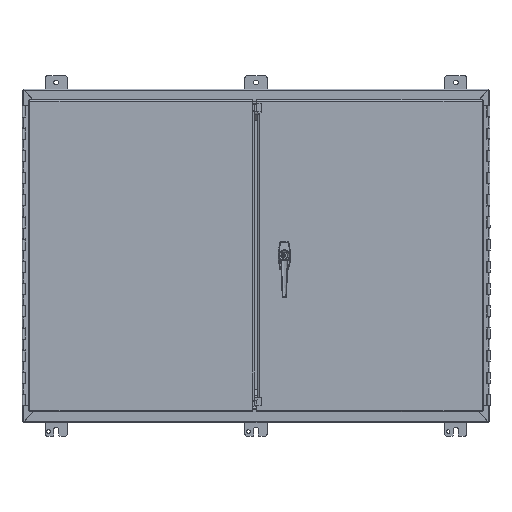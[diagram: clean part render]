
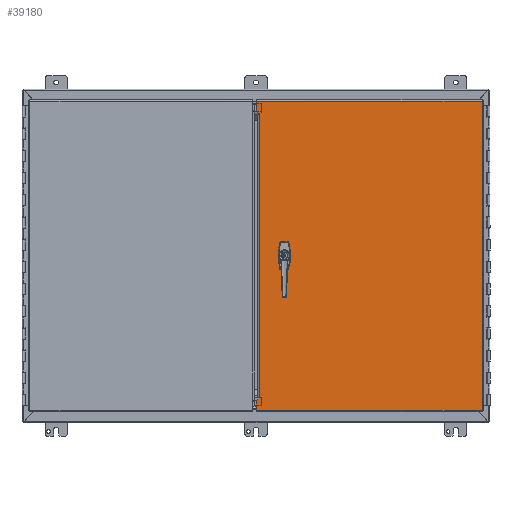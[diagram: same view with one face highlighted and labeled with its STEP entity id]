
A CAD part, top view. The second image highlights one B-rep face of the part: STEP entity #39180.
In plain terms, the highlighted face is planar.
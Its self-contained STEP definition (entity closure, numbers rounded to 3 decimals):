
#3198=FACE_BOUND('',#8181,.T.);
#3199=FACE_BOUND('',#8182,.T.);
#3200=FACE_BOUND('',#8183,.T.);
#4026=PLANE('',#42779);
#5880=FACE_OUTER_BOUND('',#8180,.T.);
#8180=EDGE_LOOP('',(#33501,#33502,#33503,#33504,#33505,#33506,#33507,#33508,
#33509,#33510,#33511,#33512,#33513,#33514));
#8181=EDGE_LOOP('',(#33515));
#8182=EDGE_LOOP('',(#33516,#33517,#33518,#33519));
#8183=EDGE_LOOP('',(#33520,#33521,#33522,#33523));
#10957=LINE('',#89192,#14085);
#10961=LINE('',#89202,#14089);
#10965=LINE('',#89216,#14093);
#10969=LINE('',#89226,#14097);
#10986=LINE('',#89334,#14114);
#10989=LINE('',#89342,#14117);
#10992=LINE('',#89349,#14120);
#10996=LINE('',#89356,#14124);
#10998=LINE('',#89360,#14126);
#10999=LINE('',#89362,#14127);
#11000=LINE('',#89364,#14128);
#11001=LINE('',#89366,#14129);
#11002=LINE('',#89368,#14130);
#11003=LINE('',#89370,#14131);
#11004=LINE('',#89372,#14132);
#11005=LINE('',#89374,#14133);
#11006=LINE('',#89376,#14134);
#11007=LINE('',#89377,#14135);
#14085=VECTOR('',#50020,0.394);
#14089=VECTOR('',#50032,0.394);
#14093=VECTOR('',#50044,0.394);
#14097=VECTOR('',#50056,0.394);
#14114=VECTOR('',#50087,0.394);
#14117=VECTOR('',#50098,0.394);
#14120=VECTOR('',#50103,0.394);
#14124=VECTOR('',#50109,0.394);
#14126=VECTOR('',#50113,0.394);
#14127=VECTOR('',#50114,0.394);
#14128=VECTOR('',#50115,0.394);
#14129=VECTOR('',#50116,0.394);
#14130=VECTOR('',#50117,0.394);
#14131=VECTOR('',#50118,0.394);
#14132=VECTOR('',#50119,0.394);
#14133=VECTOR('',#50120,0.394);
#14134=VECTOR('',#50121,0.394);
#14135=VECTOR('',#50122,0.394);
#15910=CIRCLE('',#42748,0.438);
#15913=CIRCLE('',#42752,0.109);
#15915=CIRCLE('',#42756,0.109);
#15917=CIRCLE('',#42760,0.109);
#15919=CIRCLE('',#42764,0.109);
#18834=VERTEX_POINT('',#89174);
#18838=VERTEX_POINT('',#89183);
#18839=VERTEX_POINT('',#89185);
#18841=VERTEX_POINT('',#89191);
#18843=VERTEX_POINT('',#89197);
#18846=VERTEX_POINT('',#89207);
#18847=VERTEX_POINT('',#89209);
#18849=VERTEX_POINT('',#89215);
#18851=VERTEX_POINT('',#89221);
#18859=VERTEX_POINT('',#89292);
#18867=VERTEX_POINT('',#89332);
#18868=VERTEX_POINT('',#89341);
#18870=VERTEX_POINT('',#89347);
#18871=VERTEX_POINT('',#89348);
#18874=VERTEX_POINT('',#89359);
#18875=VERTEX_POINT('',#89361);
#18876=VERTEX_POINT('',#89363);
#18877=VERTEX_POINT('',#89365);
#18878=VERTEX_POINT('',#89367);
#18879=VERTEX_POINT('',#89369);
#18880=VERTEX_POINT('',#89371);
#18881=VERTEX_POINT('',#89373);
#18882=VERTEX_POINT('',#89375);
#23877=EDGE_CURVE('',#18834,#18834,#15910,.T.);
#23882=EDGE_CURVE('',#18839,#18838,#15913,.T.);
#23885=EDGE_CURVE('',#18841,#18839,#10957,.T.);
#23888=EDGE_CURVE('',#18843,#18841,#15915,.T.);
#23891=EDGE_CURVE('',#18838,#18843,#10961,.T.);
#23894=EDGE_CURVE('',#18847,#18846,#15917,.T.);
#23897=EDGE_CURVE('',#18849,#18847,#10965,.T.);
#23900=EDGE_CURVE('',#18851,#18849,#15919,.T.);
#23903=EDGE_CURVE('',#18846,#18851,#10969,.T.);
#23926=EDGE_CURVE('',#18859,#18867,#10986,.T.);
#23929=EDGE_CURVE('',#18868,#18859,#10989,.T.);
#23932=EDGE_CURVE('',#18870,#18871,#10992,.T.);
#23936=EDGE_CURVE('',#18871,#18868,#10996,.T.);
#23938=EDGE_CURVE('',#18867,#18874,#10998,.T.);
#23939=EDGE_CURVE('',#18874,#18875,#10999,.T.);
#23940=EDGE_CURVE('',#18875,#18876,#11000,.T.);
#23941=EDGE_CURVE('',#18876,#18877,#11001,.T.);
#23942=EDGE_CURVE('',#18877,#18878,#11002,.T.);
#23943=EDGE_CURVE('',#18878,#18879,#11003,.T.);
#23944=EDGE_CURVE('',#18879,#18880,#11004,.T.);
#23945=EDGE_CURVE('',#18880,#18881,#11005,.T.);
#23946=EDGE_CURVE('',#18881,#18882,#11006,.T.);
#23947=EDGE_CURVE('',#18882,#18870,#11007,.T.);
#33501=ORIENTED_EDGE('',*,*,#23932,.T.);
#33502=ORIENTED_EDGE('',*,*,#23936,.T.);
#33503=ORIENTED_EDGE('',*,*,#23929,.T.);
#33504=ORIENTED_EDGE('',*,*,#23926,.T.);
#33505=ORIENTED_EDGE('',*,*,#23938,.T.);
#33506=ORIENTED_EDGE('',*,*,#23939,.T.);
#33507=ORIENTED_EDGE('',*,*,#23940,.T.);
#33508=ORIENTED_EDGE('',*,*,#23941,.T.);
#33509=ORIENTED_EDGE('',*,*,#23942,.T.);
#33510=ORIENTED_EDGE('',*,*,#23943,.T.);
#33511=ORIENTED_EDGE('',*,*,#23944,.T.);
#33512=ORIENTED_EDGE('',*,*,#23945,.T.);
#33513=ORIENTED_EDGE('',*,*,#23946,.T.);
#33514=ORIENTED_EDGE('',*,*,#23947,.T.);
#33515=ORIENTED_EDGE('',*,*,#23877,.T.);
#33516=ORIENTED_EDGE('',*,*,#23882,.T.);
#33517=ORIENTED_EDGE('',*,*,#23891,.T.);
#33518=ORIENTED_EDGE('',*,*,#23888,.T.);
#33519=ORIENTED_EDGE('',*,*,#23885,.T.);
#33520=ORIENTED_EDGE('',*,*,#23894,.T.);
#33521=ORIENTED_EDGE('',*,*,#23903,.T.);
#33522=ORIENTED_EDGE('',*,*,#23900,.T.);
#33523=ORIENTED_EDGE('',*,*,#23897,.T.);
#39180=ADVANCED_FACE('',(#5880,#3198,#3199,#3200),#4026,.F.);
#42748=AXIS2_PLACEMENT_3D('',#89175,#50004,#50005);
#42752=AXIS2_PLACEMENT_3D('',#89186,#50014,#50015);
#42756=AXIS2_PLACEMENT_3D('',#89198,#50026,#50027);
#42760=AXIS2_PLACEMENT_3D('',#89210,#50038,#50039);
#42764=AXIS2_PLACEMENT_3D('',#89222,#50050,#50051);
#42779=AXIS2_PLACEMENT_3D('',#89358,#50111,#50112);
#50004=DIRECTION('center_axis',(0.,0.,1.));
#50005=DIRECTION('ref_axis',(1.,0.,0.));
#50014=DIRECTION('center_axis',(0.,0.,1.));
#50015=DIRECTION('ref_axis',(1.,0.,0.));
#50020=DIRECTION('',(0.,-1.,0.));
#50026=DIRECTION('center_axis',(0.,0.,1.));
#50027=DIRECTION('ref_axis',(-1.,0.,0.));
#50032=DIRECTION('',(0.,1.,0.));
#50038=DIRECTION('center_axis',(0.,0.,1.));
#50039=DIRECTION('ref_axis',(1.,0.,0.));
#50044=DIRECTION('',(0.,-1.,0.));
#50050=DIRECTION('center_axis',(0.,0.,1.));
#50051=DIRECTION('ref_axis',(-1.,0.,0.));
#50056=DIRECTION('',(0.,1.,0.));
#50087=DIRECTION('',(0.,-1.,0.));
#50098=DIRECTION('',(1.,0.,0.));
#50103=DIRECTION('',(-1.,0.,0.));
#50109=DIRECTION('',(0.,-1.,0.));
#50111=DIRECTION('center_axis',(0.,0.,1.));
#50112=DIRECTION('ref_axis',(1.,0.,0.));
#50113=DIRECTION('',(-1.,0.,0.));
#50114=DIRECTION('',(0.,-1.,0.));
#50115=DIRECTION('',(1.,0.,0.));
#50116=DIRECTION('',(0.707,-0.707,0.));
#50117=DIRECTION('',(0.,-1.,0.));
#50118=DIRECTION('',(-1.,0.,0.));
#50119=DIRECTION('',(0.,1.,0.));
#50120=DIRECTION('',(1.,0.,0.));
#50121=DIRECTION('',(0.,-1.,0.));
#50122=DIRECTION('',(-0.707,-0.707,0.));
#89174=CARTESIAN_POINT('',(7.262,0.,0.));
#89175=CARTESIAN_POINT('Origin',(7.699,0.,0.));
#89183=CARTESIAN_POINT('',(7.808,-0.894,0.));
#89185=CARTESIAN_POINT('',(7.59,-0.894,0.));
#89186=CARTESIAN_POINT('Origin',(7.699,-0.894,0.));
#89191=CARTESIAN_POINT('',(7.59,-0.769,0.));
#89192=CARTESIAN_POINT('',(7.59,-0.447,0.));
#89197=CARTESIAN_POINT('',(7.808,-0.769,0.));
#89198=CARTESIAN_POINT('Origin',(7.699,-0.769,0.));
#89202=CARTESIAN_POINT('',(7.808,-0.384,0.));
#89207=CARTESIAN_POINT('',(7.808,0.769,0.));
#89209=CARTESIAN_POINT('',(7.59,0.769,0.));
#89210=CARTESIAN_POINT('Origin',(7.699,0.769,0.));
#89215=CARTESIAN_POINT('',(7.59,0.894,0.));
#89216=CARTESIAN_POINT('',(7.59,0.384,0.));
#89221=CARTESIAN_POINT('',(7.808,0.894,0.));
#89222=CARTESIAN_POINT('Origin',(7.699,0.894,0.));
#89226=CARTESIAN_POINT('',(7.808,0.447,0.));
#89292=CARTESIAN_POINT('',(9.969,12.801,0.));
#89332=CARTESIAN_POINT('',(9.969,-12.801,0.));
#89334=CARTESIAN_POINT('',(9.969,-6.401,0.));
#89341=CARTESIAN_POINT('',(9.969,12.801,0.));
#89342=CARTESIAN_POINT('',(4.984,12.801,0.));
#89347=CARTESIAN_POINT('',(9.969,12.801,0.));
#89348=CARTESIAN_POINT('',(9.969,12.801,0.));
#89349=CARTESIAN_POINT('',(4.984,12.801,0.));
#89356=CARTESIAN_POINT('',(9.969,6.401,0.));
#89358=CARTESIAN_POINT('Origin',(0.,0.,
0.));
#89359=CARTESIAN_POINT('',(9.969,-12.801,0.));
#89360=CARTESIAN_POINT('',(4.984,-12.801,0.));
#89361=CARTESIAN_POINT('',(9.969,-12.801,0.));
#89362=CARTESIAN_POINT('',(9.969,-6.4,0.));
#89363=CARTESIAN_POINT('',(9.969,-12.801,0.));
#89364=CARTESIAN_POINT('',(4.984,-12.801,0.));
#89365=CARTESIAN_POINT('',(10.219,-13.051,0.));
#89366=CARTESIAN_POINT('',(4.401,-7.234,0.));
#89367=CARTESIAN_POINT('',(10.219,-13.926,0.));
#89368=CARTESIAN_POINT('',(10.219,14.031,0.));
#89369=CARTESIAN_POINT('',(-10.114,-13.926,0.));
#89370=CARTESIAN_POINT('',(5.109,-13.926,0.));
#89371=CARTESIAN_POINT('',(-10.114,13.926,0.));
#89372=CARTESIAN_POINT('',(-10.114,-6.963,0.));
#89373=CARTESIAN_POINT('',(10.219,13.926,0.));
#89374=CARTESIAN_POINT('',(-5.109,13.926,0.));
#89375=CARTESIAN_POINT('',(10.219,13.051,0.));
#89376=CARTESIAN_POINT('',(10.219,14.031,0.));
#89377=CARTESIAN_POINT('',(4.276,7.109,0.));
